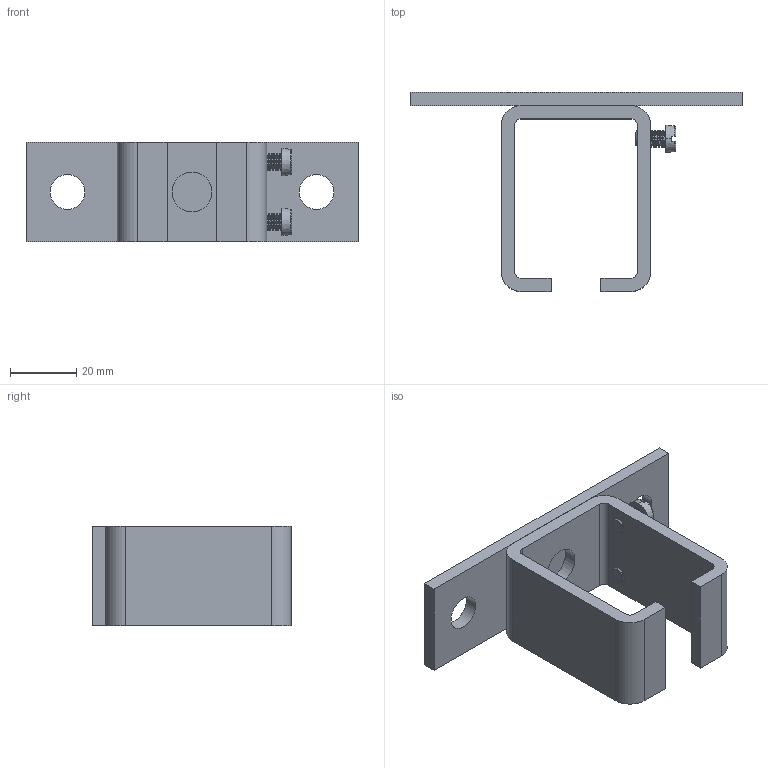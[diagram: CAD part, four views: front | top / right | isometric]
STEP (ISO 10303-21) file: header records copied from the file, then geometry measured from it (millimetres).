
FILE_DESCRIPTION (( 'STEP AP214' ), '1' );
FILE_NAME ('05355-Horizontal Joint Bracket Stainless Steel 150kg.STEP', '2018-11-29T02:53:37', ( '' ), ( '' ), 'SwSTEP 2.0', 'SolidWorks 2018', '' );
FILE_SCHEMA (( 'AUTOMOTIVE_DESIGN' ));
Length unit declared in the file: millimetre
Products named in the file (2): 05355-Horizontal Joint Bracket Stainless Steel 150kg
Bounding box: 100 x 60 x 30 mm (x, y, z)
Volume: 30961.7 mm3; surface area: 19155 mm2
Topology: 4 solids, 4 shells, 383 faces, 1047 edges, 698 vertices
Faces by surface type: plane 190, bspline 119, cylinder 62, cone 8, torus 4
Entity records: 22377 total; most frequent: CARTESIAN_POINT 13641, ORIENTED_EDGE 2094, DIRECTION 1293, EDGE_CURVE 1047, VERTEX_POINT 698, VECTOR 633, LINE 633, EDGE_LOOP 419
